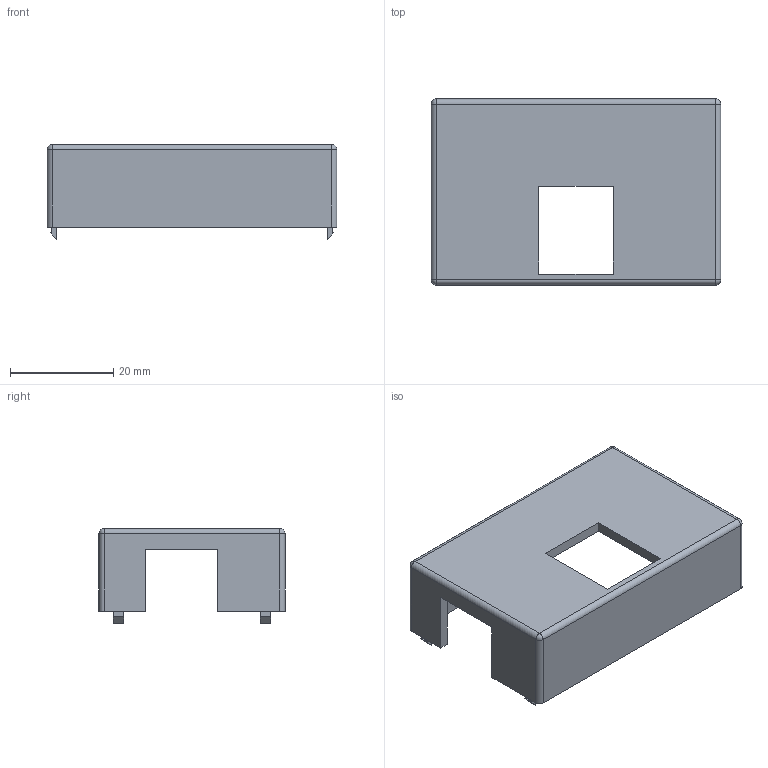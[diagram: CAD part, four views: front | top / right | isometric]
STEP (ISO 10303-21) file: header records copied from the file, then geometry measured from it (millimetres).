
FILE_DESCRIPTION(('FreeCAD Model'),'2;1');
FILE_NAME('Open CASCADE Shape Model','2024-04-28T16:37:58',( 'Jan Graichen'),(''),'Open CASCADE STEP processor 7.6','FreeCAD', 'Unknown');
FILE_SCHEMA(('AUTOMOTIVE_DESIGN { 1 0 10303 214 1 1 1 1 }'));
Length unit declared in the file: millimetre
Products named in the file (1): Case_Cover
Bounding box: 56 x 36 x 18.4 mm (x, y, z)
Volume: 7363.2 mm3; surface area: 8317.4 mm2
Topology: 1 solids, 1 shells, 62 faces, 160 edges, 96 vertices
Faces by surface type: plane 46, cylinder 12, sphere 4
Entity records: 3880 total; most frequent: CARTESIAN_POINT 651, DIRECTION 614, LINE 432, VECTOR 432, ORIENTED_EDGE 312, PCURVE 312, DEFINITIONAL_REPRESENTATION 312, EDGE_CURVE 156
